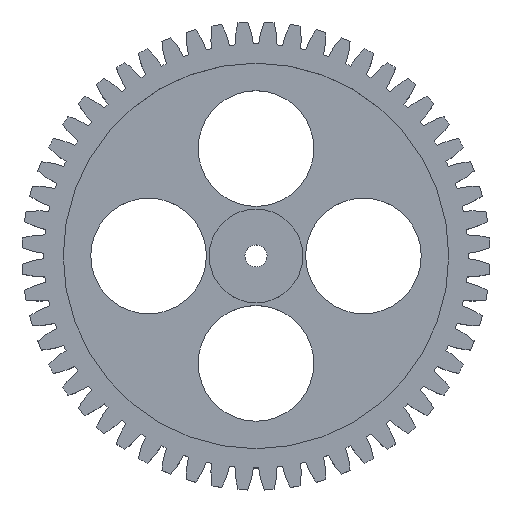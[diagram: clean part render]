
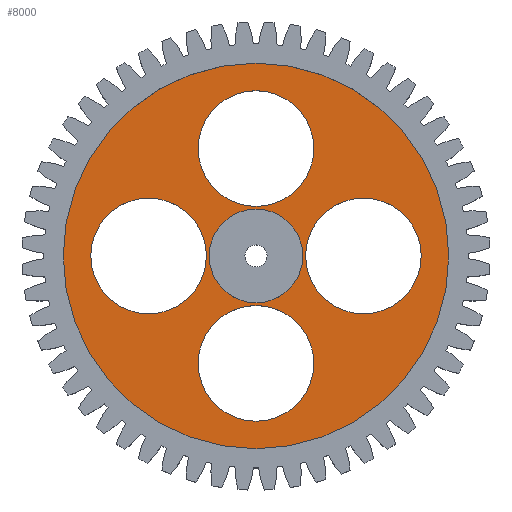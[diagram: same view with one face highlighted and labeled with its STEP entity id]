
A CAD part, top view. The second image highlights one B-rep face of the part: STEP entity #8000.
In plain terms, the highlighted planar face has unit normal (0, 0, 1).
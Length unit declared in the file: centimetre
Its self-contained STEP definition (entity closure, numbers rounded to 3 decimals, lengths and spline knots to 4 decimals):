
#50 = EDGE_CURVE ( 'NONE', #3280, #578, #52, .T. ) ;
#52 = CIRCLE ( 'NONE', #4988, 3.5 ) ;
#108 = DIRECTION ( 'NONE',  ( 1., 0., 0. ) ) ;
#121 = DIRECTION ( 'NONE',  ( 1., 0., 0. ) ) ;
#151 = EDGE_LOOP ( 'NONE', ( #5083, #5831 ) ) ;
#189 = CARTESIAN_POINT ( 'NONE',  ( 0.85, 0., 0.9 ) ) ;
#204 = CARTESIAN_POINT ( 'NONE',  ( -0.85, 0., 0.9 ) ) ;
#220 = VERTEX_POINT ( 'NONE', #2105 ) ;
#294 = EDGE_CURVE ( 'NONE', #5290, #2085, #625, .T. ) ;
#326 = DIRECTION ( 'NONE',  ( 0., 0., 1. ) ) ;
#337 = AXIS2_PLACEMENT_3D ( 'NONE', #6858, #5468, #824 ) ;
#374 = AXIS2_PLACEMENT_3D ( 'NONE', #7660, #4894, #1617 ) ;
#497 = EDGE_LOOP ( 'NONE', ( #8524, #1512 ) ) ;
#569 = ORIENTED_EDGE ( 'NONE', *, *, #8673, .F. ) ;
#578 = VERTEX_POINT ( 'NONE', #4815 ) ;
#596 = CIRCLE ( 'NONE', #1582, 1.05 ) ;
#625 = CIRCLE ( 'NONE', #6529, 1.05 ) ;
#666 = AXIS2_PLACEMENT_3D ( 'NONE', #4102, #6140, #108 ) ;
#720 = CARTESIAN_POINT ( 'NONE',  ( 1.05, -1.95, 0.9 ) ) ;
#728 = FACE_BOUND ( 'NONE', #6024, .T. ) ;
#819 = CARTESIAN_POINT ( 'NONE',  ( 1.05, 1.95, 0.9 ) ) ;
#824 = DIRECTION ( 'NONE',  ( 1., 0., 0. ) ) ;
#1061 = CARTESIAN_POINT ( 'NONE',  ( 0., 0., 0.9 ) ) ;
#1088 = CIRCLE ( 'NONE', #666, 1.05 ) ;
#1166 = EDGE_CURVE ( 'NONE', #1382, #4251, #3136, .T. ) ;
#1250 = FACE_BOUND ( 'NONE', #2681, .T. ) ;
#1254 = ORIENTED_EDGE ( 'NONE', *, *, #8643, .F. ) ;
#1382 = VERTEX_POINT ( 'NONE', #5862 ) ;
#1497 = CIRCLE ( 'NONE', #4009, 1.05 ) ;
#1512 = ORIENTED_EDGE ( 'NONE', *, *, #5518, .F. ) ;
#1582 = AXIS2_PLACEMENT_3D ( 'NONE', #3779, #1873, #4484 ) ;
#1598 = CARTESIAN_POINT ( 'NONE',  ( -3.5, 0., 0.9 ) ) ;
#1617 = DIRECTION ( 'NONE',  ( 1., 0., 0. ) ) ;
#1681 = DIRECTION ( 'NONE',  ( 1., 0., 0. ) ) ;
#1778 = DIRECTION ( 'NONE',  ( 1., 0., 0. ) ) ;
#1873 = DIRECTION ( 'NONE',  ( 0., 0., 1. ) ) ;
#1916 = EDGE_CURVE ( 'NONE', #8159, #6743, #3722, .T. ) ;
#1989 = ORIENTED_EDGE ( 'NONE', *, *, #1166, .F. ) ;
#2051 = AXIS2_PLACEMENT_3D ( 'NONE', #5961, #3932, #2567 ) ;
#2085 = VERTEX_POINT ( 'NONE', #720 ) ;
#2090 = FACE_BOUND ( 'NONE', #497, .T. ) ;
#2101 = EDGE_CURVE ( 'NONE', #7493, #220, #5815, .T. ) ;
#2105 = CARTESIAN_POINT ( 'NONE',  ( -0.9, 0., 0.9 ) ) ;
#2119 = DIRECTION ( 'NONE',  ( 0., 0., 1. ) ) ;
#2393 = CARTESIAN_POINT ( 'NONE',  ( 0., 1.95, 0.9 ) ) ;
#2531 = CARTESIAN_POINT ( 'NONE',  ( 0.9, 0., 0.9 ) ) ;
#2567 = DIRECTION ( 'NONE',  ( 1., 0., 0. ) ) ;
#2658 = PLANE ( 'NONE',  #2051 ) ;
#2681 = EDGE_LOOP ( 'NONE', ( #4711, #3421 ) ) ;
#2719 = DIRECTION ( 'NONE',  ( 1., 0., 0. ) ) ;
#2923 = EDGE_CURVE ( 'NONE', #4251, #1382, #7695, .T. ) ;
#3136 = CIRCLE ( 'NONE', #8222, 1.05 ) ;
#3195 = EDGE_CURVE ( 'NONE', #8269, #4760, #1497, .T. ) ;
#3204 = CARTESIAN_POINT ( 'NONE',  ( -3., 0., 0.9 ) ) ;
#3268 = EDGE_CURVE ( 'NONE', #578, #3280, #3319, .T. ) ;
#3280 = VERTEX_POINT ( 'NONE', #1598 ) ;
#3319 = CIRCLE ( 'NONE', #4452, 3.5 ) ;
#3360 = ORIENTED_EDGE ( 'NONE', *, *, #294, .F. ) ;
#3363 = FACE_BOUND ( 'NONE', #6256, .T. ) ;
#3399 = FACE_BOUND ( 'NONE', #5792, .T. ) ;
#3421 = ORIENTED_EDGE ( 'NONE', *, *, #7778, .F. ) ;
#3591 = AXIS2_PLACEMENT_3D ( 'NONE', #1061, #2119, #7010 ) ;
#3722 = CIRCLE ( 'NONE', #5827, 0.85 ) ;
#3779 = CARTESIAN_POINT ( 'NONE',  ( 0., 1.95, 0.9 ) ) ;
#3932 = DIRECTION ( 'NONE',  ( 0., 0., 1. ) ) ;
#4009 = AXIS2_PLACEMENT_3D ( 'NONE', #2393, #326, #1778 ) ;
#4102 = CARTESIAN_POINT ( 'NONE',  ( 0., -1.95, 0.9 ) ) ;
#4251 = VERTEX_POINT ( 'NONE', #2531 ) ;
#4360 = DIRECTION ( 'NONE',  ( 0., 0., 1. ) ) ;
#4452 = AXIS2_PLACEMENT_3D ( 'NONE', #7690, #7020, #1681 ) ;
#4484 = DIRECTION ( 'NONE',  ( 1., 0., 0. ) ) ;
#4494 = DIRECTION ( 'NONE',  ( 1., 0., 0. ) ) ;
#4581 = AXIS2_PLACEMENT_3D ( 'NONE', #5910, #5341, #8573 ) ;
#4708 = CARTESIAN_POINT ( 'NONE',  ( 0., -1.95, 0.9 ) ) ;
#4711 = ORIENTED_EDGE ( 'NONE', *, *, #2101, .F. ) ;
#4741 = CIRCLE ( 'NONE', #3591, 0.85 ) ;
#4760 = VERTEX_POINT ( 'NONE', #819 ) ;
#4815 = CARTESIAN_POINT ( 'NONE',  ( 3.5, 0., 0.9 ) ) ;
#4894 = DIRECTION ( 'NONE',  ( 0., 0., 1. ) ) ;
#4988 = AXIS2_PLACEMENT_3D ( 'NONE', #7928, #8635, #4494 ) ;
#5083 = ORIENTED_EDGE ( 'NONE', *, *, #3268, .T. ) ;
#5290 = VERTEX_POINT ( 'NONE', #8372 ) ;
#5318 = CARTESIAN_POINT ( 'NONE',  ( 0., 0., 0.9 ) ) ;
#5341 = DIRECTION ( 'NONE',  ( 0., 0., 1. ) ) ;
#5468 = DIRECTION ( 'NONE',  ( 0., 0., 1. ) ) ;
#5518 = EDGE_CURVE ( 'NONE', #4760, #8269, #596, .T. ) ;
#5767 = CARTESIAN_POINT ( 'NONE',  ( 1.95, 0., 0.9 ) ) ;
#5792 = EDGE_LOOP ( 'NONE', ( #8313, #1989 ) ) ;
#5815 = CIRCLE ( 'NONE', #337, 1.05 ) ;
#5827 = AXIS2_PLACEMENT_3D ( 'NONE', #5318, #8009, #121 ) ;
#5831 = ORIENTED_EDGE ( 'NONE', *, *, #50, .T. ) ;
#5862 = CARTESIAN_POINT ( 'NONE',  ( 3., 0., 0.9 ) ) ;
#5910 = CARTESIAN_POINT ( 'NONE',  ( 1.95, 0., 0.9 ) ) ;
#5961 = CARTESIAN_POINT ( 'NONE',  ( 0., 0., 0.9 ) ) ;
#6024 = EDGE_LOOP ( 'NONE', ( #6696, #1254 ) ) ;
#6140 = DIRECTION ( 'NONE',  ( 0., 0., 1. ) ) ;
#6256 = EDGE_LOOP ( 'NONE', ( #3360, #569 ) ) ;
#6529 = AXIS2_PLACEMENT_3D ( 'NONE', #4708, #7407, #2719 ) ;
#6696 = ORIENTED_EDGE ( 'NONE', *, *, #1916, .F. ) ;
#6743 = VERTEX_POINT ( 'NONE', #189 ) ;
#6810 = FACE_OUTER_BOUND ( 'NONE', #151, .T. ) ;
#6858 = CARTESIAN_POINT ( 'NONE',  ( -1.95, 0., 0.9 ) ) ;
#7010 = DIRECTION ( 'NONE',  ( 1., 0., 0. ) ) ;
#7020 = DIRECTION ( 'NONE',  ( 0., 0., 1. ) ) ;
#7407 = DIRECTION ( 'NONE',  ( 0., 0., 1. ) ) ;
#7493 = VERTEX_POINT ( 'NONE', #3204 ) ;
#7660 = CARTESIAN_POINT ( 'NONE',  ( -1.95, 0., 0.9 ) ) ;
#7690 = CARTESIAN_POINT ( 'NONE',  ( 0., 0., 0.9 ) ) ;
#7692 = CIRCLE ( 'NONE', #374, 1.05 ) ;
#7695 = CIRCLE ( 'NONE', #4581, 1.05 ) ;
#7734 = CARTESIAN_POINT ( 'NONE',  ( -1.05, 1.95, 0.9 ) ) ;
#7778 = EDGE_CURVE ( 'NONE', #220, #7493, #7692, .T. ) ;
#7928 = CARTESIAN_POINT ( 'NONE',  ( 0., 0., 0.9 ) ) ;
#8000 = ADVANCED_FACE ( 'NONE', ( #728, #2090, #3399, #3363, #1250, #6810 ), #2658, .T. ) ;
#8009 = DIRECTION ( 'NONE',  ( 0., 0., 1. ) ) ;
#8159 = VERTEX_POINT ( 'NONE', #204 ) ;
#8222 = AXIS2_PLACEMENT_3D ( 'NONE', #5767, #4360, #8469 ) ;
#8269 = VERTEX_POINT ( 'NONE', #7734 ) ;
#8313 = ORIENTED_EDGE ( 'NONE', *, *, #2923, .F. ) ;
#8372 = CARTESIAN_POINT ( 'NONE',  ( -1.05, -1.95, 0.9 ) ) ;
#8469 = DIRECTION ( 'NONE',  ( 1., 0., 0. ) ) ;
#8524 = ORIENTED_EDGE ( 'NONE', *, *, #3195, .F. ) ;
#8573 = DIRECTION ( 'NONE',  ( 1., 0., 0. ) ) ;
#8635 = DIRECTION ( 'NONE',  ( 0., 0., 1. ) ) ;
#8643 = EDGE_CURVE ( 'NONE', #6743, #8159, #4741, .T. ) ;
#8673 = EDGE_CURVE ( 'NONE', #2085, #5290, #1088, .T. ) ;
